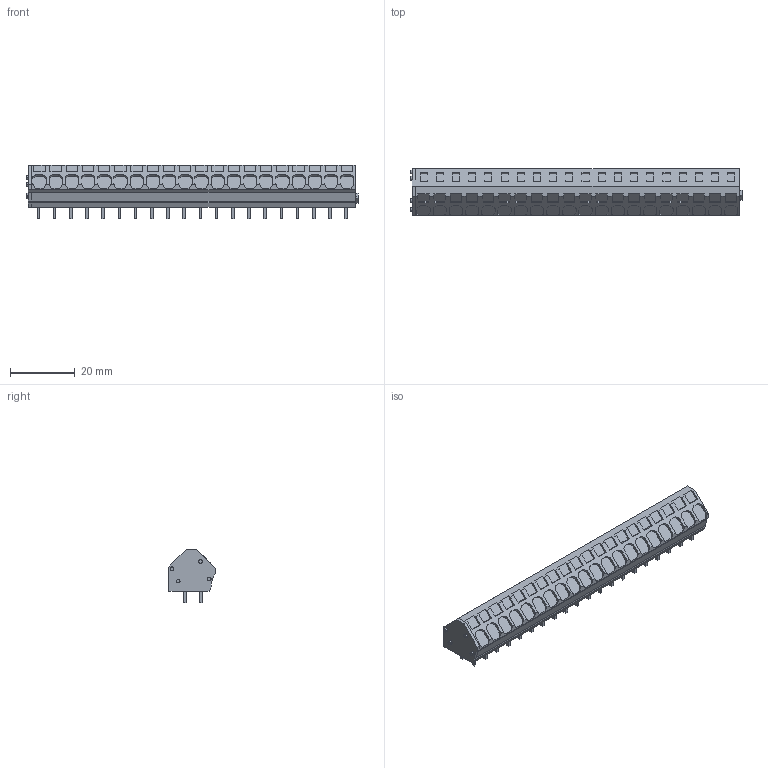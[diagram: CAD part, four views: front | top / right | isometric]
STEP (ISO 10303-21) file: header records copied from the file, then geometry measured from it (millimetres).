
FILE_DESCRIPTION(('CATIA V5R20 STEP214','CAx-IF Rec.Pracs.--- Model Styling and Organization---1.4--- 2014-01-23'),'2;1');
FILE_NAME ('028425-3_0', '2019-03-13T07:06:59+00:00', ('Weidmueller Interface'), ('Weidmueller'), 'CATIA Version 5-6 Release 2016 SP3 HF44', 'CATIA V5 STEP AP214', 'none');
FILE_SCHEMA(('AUTOMOTIVE_DESIGN { 1 0 10303 214 1 1 1 1 }'));
Length unit declared in the file: millimetre
Products named in the file (1): 1959830000
Bounding box: 102.5 x 14.5 x 16.48 mm (x, y, z)
Volume: 14313.2 mm3; surface area: 7521.4 mm2
Topology: 42 solids, 82 shells, 1157 faces, 2964 edges, 1996 vertices
Faces by surface type: plane 841, cylinder 316
Entity records: 31592 total; most frequent: CARTESIAN_POINT 6584, ORIENTED_EDGE 5928, DIRECTION 3690, EDGE_CURVE 2964, VECTOR 2272, LINE 2272, VERTEX_POINT 1996, EDGE_LOOP 1190
